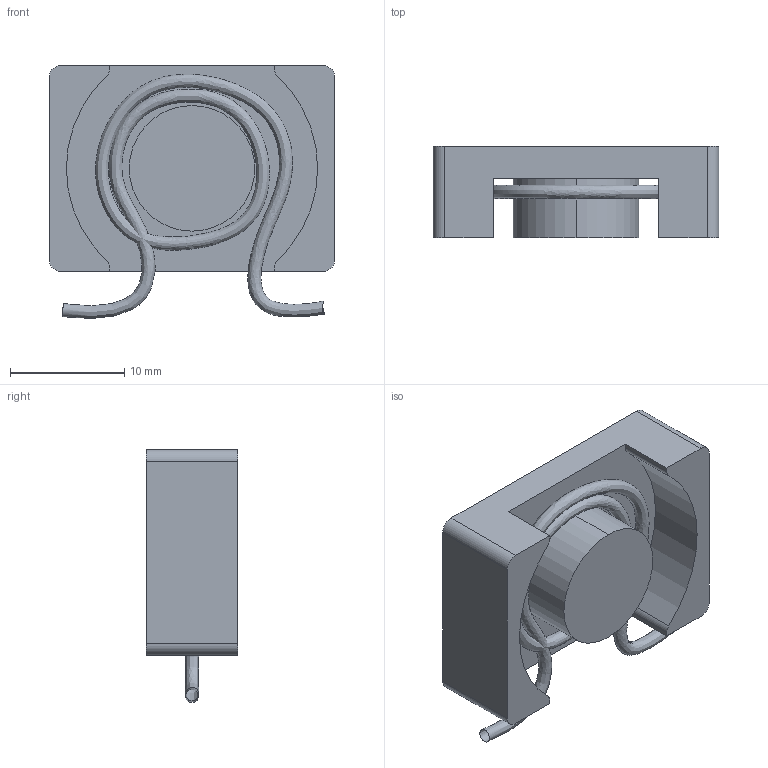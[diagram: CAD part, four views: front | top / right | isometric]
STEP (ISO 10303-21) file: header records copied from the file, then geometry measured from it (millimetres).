
FILE_DESCRIPTION(('FreeCAD Model'),'2;1');
FILE_NAME('Open CASCADE Shape Model','2022-07-07T17:11:10',( 'kicad StepUp'),('ksu MCAD'),'Open CASCADE STEP processor 7.5', 'FreeCAD','Unknown');
FILE_SCHEMA(('AUTOMOTIVE_DESIGN { 1 0 10303 214 1 1 1 1 }'));
Length unit declared in the file: millimetre
Products named in the file (1): EQ_core_vertical
Bounding box: 24.99 x 8 x 22.15 mm (x, y, z)
Volume: 2294 mm3; surface area: 2191.6 mm2
Topology: 1 solids, 2 shells, 26 faces, 69 edges, 46 vertices
Faces by surface type: plane 13, cylinder 12, bspline 1
Entity records: 2685 total; most frequent: CARTESIAN_POINT 1808, DIRECTION 142, ORIENTED_EDGE 136, EDGE_CURVE 69, AXIS2_PLACEMENT_3D 50, VERTEX_POINT 46, LINE 42, VECTOR 42
